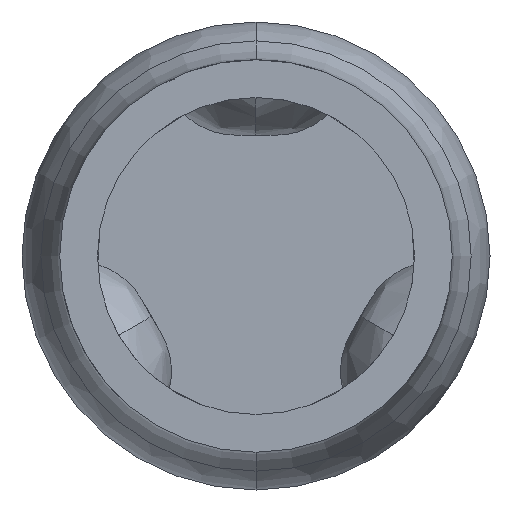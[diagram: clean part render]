
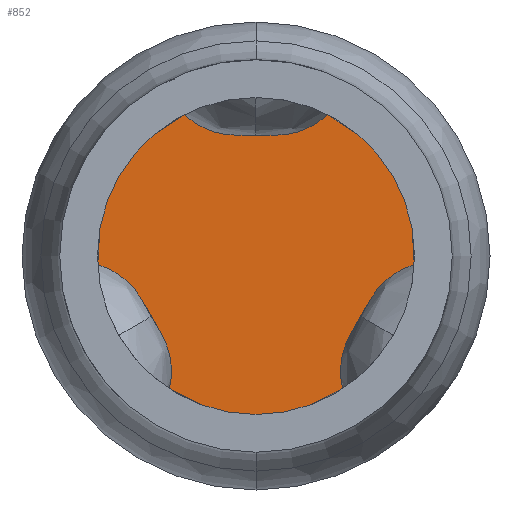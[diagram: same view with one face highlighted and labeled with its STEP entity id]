
A CAD part, front view. The second image highlights one B-rep face of the part: STEP entity #852.
In plain terms, the highlighted planar face has unit normal (0, -1, 0).
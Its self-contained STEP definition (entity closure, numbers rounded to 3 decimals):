
#4 = CIRCLE ( 'NONE', #2523, 0.227 ) ;
#70 = ORIENTED_EDGE ( 'NONE', *, *, #2964, .T. ) ;
#852 = ADVANCED_FACE ( 'Defeature ausgef�hrt1_52', ( #1159 ), #1142, .T. ) ;
#871 = CARTESIAN_POINT ( 'NONE',  ( 0., -28.741, -0.227 ) ) ;
#1042 = EDGE_CURVE ( 'Defeature ausgef�hrt1_52+Defeature ausgef�hrt1_51+Defeature ausgef�hrt1_51+Defeature ausgef�hrt1_51', #4767, #3312, #2926, .T. ) ;
#1142 = PLANE ( 'NONE',  #3011 ) ;
#1159 = FACE_OUTER_BOUND ( 'NONE', #2174, .T. ) ;
#1438 = DIRECTION ( 'NONE',  ( 0., 0., 1. ) ) ;
#1506 = DIRECTION ( 'NONE',  ( 0., 0., -1. ) ) ;
#1720 = CARTESIAN_POINT ( 'NONE',  ( 0., -28.741, 0. ) ) ;
#1811 = CARTESIAN_POINT ( 'NONE',  ( 0., -28.741, 0.227 ) ) ;
#2174 = EDGE_LOOP ( 'NONE', ( #5264, #70 ) ) ;
#2523 = AXIS2_PLACEMENT_3D ( 'NONE', #5109, #3061, #1438 ) ;
#2926 = CIRCLE ( 'NONE', #4659, 0.227 ) ;
#2964 = EDGE_CURVE ( 'Defeature ausgef�hrt1_52+Defeature ausgef�hrt1_51+Defeature ausgef�hrt1_51+Defeature ausgef�hrt1_51', #3312, #4767, #4, .T. ) ;
#3011 = AXIS2_PLACEMENT_3D ( 'NONE', #3570, #5204, #1506 ) ;
#3061 = DIRECTION ( 'NONE',  ( 0., -1., 0. ) ) ;
#3312 = VERTEX_POINT ( 'NONE', #871 ) ;
#3357 = DIRECTION ( 'NONE',  ( 0., -1., 0. ) ) ;
#3570 = CARTESIAN_POINT ( 'NONE',  ( 0., -28.741, 0. ) ) ;
#4599 = DIRECTION ( 'NONE',  ( 0., 0., 1. ) ) ;
#4659 = AXIS2_PLACEMENT_3D ( 'NONE', #1720, #3357, #4599 ) ;
#4767 = VERTEX_POINT ( 'NONE', #1811 ) ;
#5109 = CARTESIAN_POINT ( 'NONE',  ( 0., -28.741, 0. ) ) ;
#5204 = DIRECTION ( 'NONE',  ( 0., -1., 0. ) ) ;
#5264 = ORIENTED_EDGE ( 'NONE', *, *, #1042, .T. ) ;
